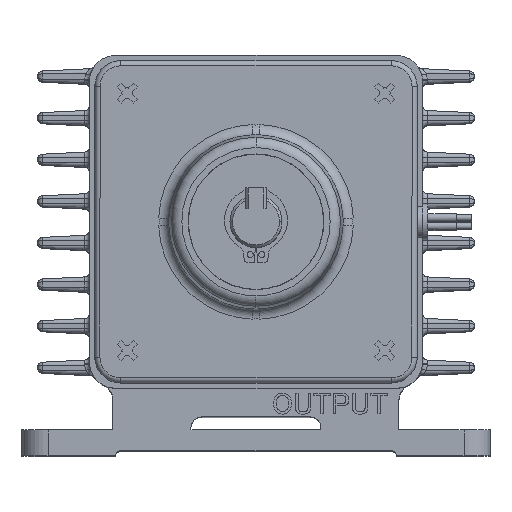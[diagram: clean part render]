
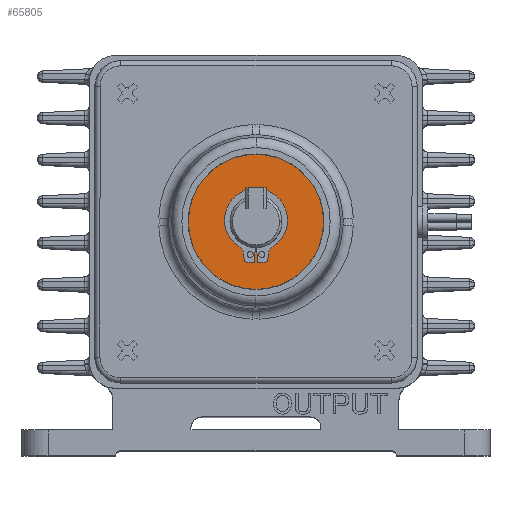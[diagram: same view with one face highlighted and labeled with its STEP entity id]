
A CAD part, top view. The second image highlights one B-rep face of the part: STEP entity #65805.
In plain terms, the highlighted planar face has unit normal (0, 0, 1).
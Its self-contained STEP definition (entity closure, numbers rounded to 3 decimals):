
#764 = DIRECTION ( 'NONE',  ( 1., 0., 0. ) ) ;
#860 = FACE_BOUND ( 'NONE', #8022, .T. ) ;
#1666 = DIRECTION ( 'NONE',  ( 0., 0., -1. ) ) ;
#2233 = AXIS2_PLACEMENT_3D ( 'NONE', #22149, #61142, #27750 ) ;
#2810 = DIRECTION ( 'NONE',  ( 0.032, -0.999, 0. ) ) ;
#3185 = DIRECTION ( 'NONE',  ( 0., 0., 1. ) ) ;
#4316 = EDGE_CURVE ( 'NONE', #34781, #44635, #71492, .T. ) ;
#5234 = ORIENTED_EDGE ( 'NONE', *, *, #59875, .F. ) ;
#5827 = EDGE_CURVE ( 'NONE', #44156, #26073, #70516, .T. ) ;
#6039 = CARTESIAN_POINT ( 'NONE',  ( -0.154, -4.798, 9.5 ) ) ;
#6156 = ORIENTED_EDGE ( 'NONE', *, *, #40769, .F. ) ;
#6776 = CARTESIAN_POINT ( 'NONE',  ( -2.412, -6.151, 9.5 ) ) ;
#7322 = EDGE_LOOP ( 'NONE', ( #31817, #27285 ) ) ;
#8022 = EDGE_LOOP ( 'NONE', ( #11796, #53800, #68449, #32594, #59657, #6156, #19161, #67796, #8242, #8415, #45931, #5234, #27518, #59243 ) ) ;
#8242 = ORIENTED_EDGE ( 'NONE', *, *, #58723, .F. ) ;
#8415 = ORIENTED_EDGE ( 'NONE', *, *, #70652, .F. ) ;
#8796 = CARTESIAN_POINT ( 'NONE',  ( 0., -13., 9.5 ) ) ;
#9692 = AXIS2_PLACEMENT_3D ( 'NONE', #67610, #34210, #764 ) ;
#9755 = CIRCLE ( 'NONE', #50027, 6.051 ) ;
#10886 = EDGE_CURVE ( 'NONE', #49163, #35892, #21366, .T. ) ;
#10964 = CIRCLE ( 'NONE', #2233, 13. ) ;
#11796 = ORIENTED_EDGE ( 'NONE', *, *, #5827, .F. ) ;
#12311 = CARTESIAN_POINT ( 'NONE',  ( 0., 0.349, 9.5 ) ) ;
#12354 = DIRECTION ( 'NONE',  ( 0., 0., -1. ) ) ;
#12967 = DIRECTION ( 'NONE',  ( 0.999, 0.032, 0. ) ) ;
#12975 = VECTOR ( 'NONE', #38745, 1000. ) ;
#13663 = LINE ( 'NONE', #52809, #24955 ) ;
#17699 = EDGE_CURVE ( 'NONE', #68818, #34781, #36657, .T. ) ;
#17886 = DIRECTION ( 'NONE',  ( 1., 0., 0. ) ) ;
#17952 = CIRCLE ( 'NONE', #9692, 0.5 ) ;
#19161 = ORIENTED_EDGE ( 'NONE', *, *, #4316, .F. ) ;
#19353 = LINE ( 'NONE', #30921, #21120 ) ;
#20682 = DIRECTION ( 'NONE',  ( 0., 0., 1. ) ) ;
#21120 = VECTOR ( 'NONE', #69924, 1000. ) ;
#21366 = CIRCLE ( 'NONE', #58255, 13. ) ;
#21949 = AXIS2_PLACEMENT_3D ( 'NONE', #47820, #59042, #25661 ) ;
#22058 = AXIS2_PLACEMENT_3D ( 'NONE', #54073, #20682, #59668 ) ;
#22149 = CARTESIAN_POINT ( 'NONE',  ( 0., 0., 9.5 ) ) ;
#22479 = VERTEX_POINT ( 'NONE', #25943 ) ;
#23665 = EDGE_CURVE ( 'NONE', #38630, #46881, #72143, .T. ) ;
#24955 = VECTOR ( 'NONE', #2810, 1000. ) ;
#25413 = PLANE ( 'NONE',  #21949 ) ;
#25661 = DIRECTION ( 'NONE',  ( 1., 0., 0. ) ) ;
#25826 = EDGE_CURVE ( 'NONE', #35892, #49163, #10964, .T. ) ;
#25943 = CARTESIAN_POINT ( 'NONE',  ( -0.25, -7.796, 9.5 ) ) ;
#26040 = VECTOR ( 'NONE', #12967, 1000. ) ;
#26073 = VERTEX_POINT ( 'NONE', #35760 ) ;
#26497 = VECTOR ( 'NONE', #51902, 1000. ) ;
#27285 = ORIENTED_EDGE ( 'NONE', *, *, #10886, .T. ) ;
#27518 = ORIENTED_EDGE ( 'NONE', *, *, #28369, .F. ) ;
#27711 = VERTEX_POINT ( 'NONE', #53678 ) ;
#27724 = CIRCLE ( 'NONE', #65930, 6.051 ) ;
#27750 = DIRECTION ( 'NONE',  ( 1., 0., 0. ) ) ;
#28369 = EDGE_CURVE ( 'NONE', #58949, #31936, #46561, .T. ) ;
#28819 = CARTESIAN_POINT ( 'NONE',  ( -6.051, 0.349, 9.5 ) ) ;
#29538 = CARTESIAN_POINT ( 'NONE',  ( -1.763, -7.247, 9.5 ) ) ;
#30424 = DIRECTION ( 'NONE',  ( 0., 0., 1. ) ) ;
#30578 = FACE_OUTER_BOUND ( 'NONE', #7322, .T. ) ;
#30921 = CARTESIAN_POINT ( 'NONE',  ( -0.25, -7.796, 9.5 ) ) ;
#31066 = CARTESIAN_POINT ( 'NONE',  ( 0., 0., 9.5 ) ) ;
#31817 = ORIENTED_EDGE ( 'NONE', *, *, #25826, .T. ) ;
#31936 = VERTEX_POINT ( 'NONE', #61653 ) ;
#32594 = ORIENTED_EDGE ( 'NONE', *, *, #56283, .F. ) ;
#34210 = DIRECTION ( 'NONE',  ( 0., 0., 1. ) ) ;
#34781 = VERTEX_POINT ( 'NONE', #6776 ) ;
#35099 = CARTESIAN_POINT ( 'NONE',  ( 4.434, -6.417, 9.5 ) ) ;
#35143 = DIRECTION ( 'NONE',  ( 1., 0., 0. ) ) ;
#35760 = CARTESIAN_POINT ( 'NONE',  ( 1.779, -7.747, 9.5 ) ) ;
#35892 = VERTEX_POINT ( 'NONE', #8796 ) ;
#36574 = CARTESIAN_POINT ( 'NONE',  ( 0., 0., 9.5 ) ) ;
#36654 = DIRECTION ( 'NONE',  ( 1., 0., 0. ) ) ;
#36657 = CIRCLE ( 'NONE', #60482, 2.039 ) ;
#38630 = VERTEX_POINT ( 'NONE', #6039 ) ;
#38745 = DIRECTION ( 'NONE',  ( 0.999, -0.032, 0. ) ) ;
#40704 = VERTEX_POINT ( 'NONE', #28819 ) ;
#40716 = DIRECTION ( 'NONE',  ( -1., 0., 0. ) ) ;
#40769 = EDGE_CURVE ( 'NONE', #44635, #27711, #64035, .T. ) ;
#42196 = DIRECTION ( 'NONE',  ( 1., 0., 0. ) ) ;
#42614 = LINE ( 'NONE', #71659, #12975 ) ;
#43048 = VERTEX_POINT ( 'NONE', #56142 ) ;
#44156 = VERTEX_POINT ( 'NONE', #60432 ) ;
#44635 = VERTEX_POINT ( 'NONE', #46724 ) ;
#45728 = CARTESIAN_POINT ( 'NONE',  ( -4.434, -6.417, 9.5 ) ) ;
#45931 = ORIENTED_EDGE ( 'NONE', *, *, #69836, .F. ) ;
#46486 = VERTEX_POINT ( 'NONE', #55291 ) ;
#46561 = LINE ( 'NONE', #57494, #26497 ) ;
#46724 = CARTESIAN_POINT ( 'NONE',  ( -2.259, -7.312, 9.5 ) ) ;
#46875 = CARTESIAN_POINT ( 'NONE',  ( 0.154, -4.798, 9.5 ) ) ;
#46881 = VERTEX_POINT ( 'NONE', #46875 ) ;
#47820 = CARTESIAN_POINT ( 'NONE',  ( 0., 0., 9.5 ) ) ;
#49163 = VERTEX_POINT ( 'NONE', #59501 ) ;
#50027 = AXIS2_PLACEMENT_3D ( 'NONE', #12311, #51274, #17886 ) ;
#50289 = CARTESIAN_POINT ( 'NONE',  ( -3.316, -4.712, 9.5 ) ) ;
#50658 = EDGE_CURVE ( 'NONE', #46881, #44156, #13663, .T. ) ;
#50911 = EDGE_CURVE ( 'NONE', #26073, #58949, #17952, .T. ) ;
#51274 = DIRECTION ( 'NONE',  ( 0., 0., 1. ) ) ;
#51309 = DIRECTION ( 'NONE',  ( -1., 0., 0. ) ) ;
#51902 = DIRECTION ( 'NONE',  ( 0.131, 0.991, 0. ) ) ;
#52809 = CARTESIAN_POINT ( 'NONE',  ( 0.154, -4.798, 9.5 ) ) ;
#53678 = CARTESIAN_POINT ( 'NONE',  ( -1.779, -7.747, 9.5 ) ) ;
#53800 = ORIENTED_EDGE ( 'NONE', *, *, #50658, .F. ) ;
#54073 = CARTESIAN_POINT ( 'NONE',  ( 0., 0.349, 9.5 ) ) ;
#54501 = CIRCLE ( 'NONE', #59642, 2.039 ) ;
#55291 = CARTESIAN_POINT ( 'NONE',  ( 3.316, -4.712, 9.5 ) ) ;
#56142 = CARTESIAN_POINT ( 'NONE',  ( 6.051, 0.349, 9.5 ) ) ;
#56283 = EDGE_CURVE ( 'NONE', #22479, #38630, #19353, .T. ) ;
#56665 = VECTOR ( 'NONE', #69162, 1000. ) ;
#57494 = CARTESIAN_POINT ( 'NONE',  ( 2.259, -7.312, 9.5 ) ) ;
#57531 = CARTESIAN_POINT ( 'NONE',  ( 0.25, -7.796, 9.5 ) ) ;
#58255 = AXIS2_PLACEMENT_3D ( 'NONE', #31066, #70066, #36654 ) ;
#58723 = EDGE_CURVE ( 'NONE', #40704, #68818, #9755, .T. ) ;
#58949 = VERTEX_POINT ( 'NONE', #63463 ) ;
#59042 = DIRECTION ( 'NONE',  ( 0., 0., 1. ) ) ;
#59243 = ORIENTED_EDGE ( 'NONE', *, *, #50911, .F. ) ;
#59501 = CARTESIAN_POINT ( 'NONE',  ( 0., 13., 9.5 ) ) ;
#59642 = AXIS2_PLACEMENT_3D ( 'NONE', #35099, #1666, #40716 ) ;
#59657 = ORIENTED_EDGE ( 'NONE', *, *, #68638, .F. ) ;
#59668 = DIRECTION ( 'NONE',  ( 1., 0., 0. ) ) ;
#59875 = EDGE_CURVE ( 'NONE', #31936, #46486, #54501, .T. ) ;
#60432 = CARTESIAN_POINT ( 'NONE',  ( 0.25, -7.796, 9.5 ) ) ;
#60482 = AXIS2_PLACEMENT_3D ( 'NONE', #45728, #12354, #51309 ) ;
#61142 = DIRECTION ( 'NONE',  ( 0., 0., 1. ) ) ;
#61653 = CARTESIAN_POINT ( 'NONE',  ( 2.412, -6.151, 9.5 ) ) ;
#63463 = CARTESIAN_POINT ( 'NONE',  ( 2.259, -7.312, 9.5 ) ) ;
#63534 = CIRCLE ( 'NONE', #22058, 6.051 ) ;
#63555 = CARTESIAN_POINT ( 'NONE',  ( -2.412, -6.151, 9.5 ) ) ;
#63823 = CARTESIAN_POINT ( 'NONE',  ( 0., 0.349, 9.5 ) ) ;
#64035 = CIRCLE ( 'NONE', #65541, 0.5 ) ;
#65541 = AXIS2_PLACEMENT_3D ( 'NONE', #29538, #68543, #35143 ) ;
#65805 = ADVANCED_FACE ( 'NONE', ( #860, #30578 ), #25413, .T. ) ;
#65930 = AXIS2_PLACEMENT_3D ( 'NONE', #63823, #30424, #69431 ) ;
#67610 = CARTESIAN_POINT ( 'NONE',  ( 1.763, -7.247, 9.5 ) ) ;
#67796 = ORIENTED_EDGE ( 'NONE', *, *, #17699, .F. ) ;
#68449 = ORIENTED_EDGE ( 'NONE', *, *, #23665, .F. ) ;
#68543 = DIRECTION ( 'NONE',  ( 0., 0., 1. ) ) ;
#68638 = EDGE_CURVE ( 'NONE', #27711, #22479, #42614, .T. ) ;
#68818 = VERTEX_POINT ( 'NONE', #50289 ) ;
#69005 = AXIS2_PLACEMENT_3D ( 'NONE', #36574, #3185, #42196 ) ;
#69162 = DIRECTION ( 'NONE',  ( 0.131, -0.991, 0. ) ) ;
#69431 = DIRECTION ( 'NONE',  ( 1., 0., 0. ) ) ;
#69836 = EDGE_CURVE ( 'NONE', #46486, #43048, #27724, .T. ) ;
#69924 = DIRECTION ( 'NONE',  ( 0.032, 0.999, 0. ) ) ;
#70066 = DIRECTION ( 'NONE',  ( 0., 0., 1. ) ) ;
#70516 = LINE ( 'NONE', #57531, #26040 ) ;
#70652 = EDGE_CURVE ( 'NONE', #43048, #40704, #63534, .T. ) ;
#71492 = LINE ( 'NONE', #63555, #56665 ) ;
#71659 = CARTESIAN_POINT ( 'NONE',  ( -1.779, -7.747, 9.5 ) ) ;
#72143 = CIRCLE ( 'NONE', #69005, 4.8 ) ;
